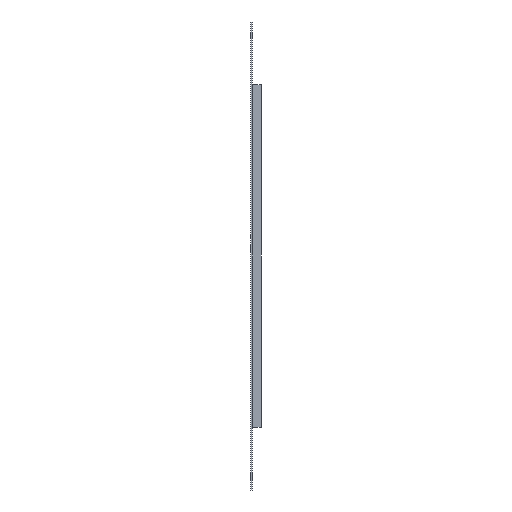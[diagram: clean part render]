
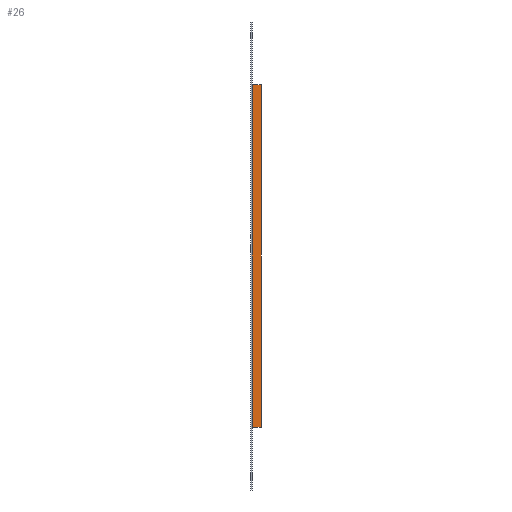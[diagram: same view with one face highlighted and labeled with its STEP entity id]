
A CAD part, front view. The second image highlights one B-rep face of the part: STEP entity #26.
In plain terms, the highlighted planar face has unit normal (0, -1, 0).
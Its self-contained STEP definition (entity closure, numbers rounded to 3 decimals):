
#26 = ADVANCED_FACE ( 'NONE', ( #1135 ), #1140, .F. ) ;
#94 = VERTEX_POINT ( 'NONE', #275 ) ;
#97 = VERTEX_POINT ( 'NONE', #273 ) ;
#152 = AXIS2_PLACEMENT_3D ( 'NONE', #949, #1123, #402 ) ;
#157 = VECTOR ( 'NONE', #561, 1000. ) ;
#204 = VERTEX_POINT ( 'NONE', #1189 ) ;
#266 = DIRECTION ( 'NONE',  ( -1., 0., 0. ) ) ;
#269 = CARTESIAN_POINT ( 'NONE',  ( 12., -937.5, 194. ) ) ;
#273 = CARTESIAN_POINT ( 'NONE',  ( 12., -937.5, -194. ) ) ;
#275 = CARTESIAN_POINT ( 'NONE',  ( 12., -937.5, 194. ) ) ;
#301 = VERTEX_POINT ( 'NONE', #1102 ) ;
#330 = LINE ( 'NONE', #391, #157 ) ;
#382 = VECTOR ( 'NONE', #399, 1000. ) ;
#391 = CARTESIAN_POINT ( 'NONE',  ( 12., -937.5, 194. ) ) ;
#399 = DIRECTION ( 'NONE',  ( 0., 0., -1. ) ) ;
#402 = DIRECTION ( 'NONE',  ( 0., 0., 1. ) ) ;
#409 = CARTESIAN_POINT ( 'NONE',  ( 2., -937.5, 194. ) ) ;
#455 = EDGE_CURVE ( 'NONE', #204, #301, #727, .T. ) ;
#523 = EDGE_CURVE ( 'NONE', #94, #204, #948, .T. ) ;
#558 = EDGE_CURVE ( 'NONE', #97, #301, #973, .T. ) ;
#561 = DIRECTION ( 'NONE',  ( 0., 0., -1. ) ) ;
#602 = CARTESIAN_POINT ( 'NONE',  ( 12., -937.5, -194. ) ) ;
#636 = DIRECTION ( 'NONE',  ( -1., 0., 0. ) ) ;
#642 = ORIENTED_EDGE ( 'NONE', *, *, #523, .T. ) ;
#659 = EDGE_CURVE ( 'NONE', #94, #97, #330, .T. ) ;
#727 = LINE ( 'NONE', #409, #382 ) ;
#765 = EDGE_LOOP ( 'NONE', ( #1092, #830, #1086, #642 ) ) ;
#830 = ORIENTED_EDGE ( 'NONE', *, *, #558, .F. ) ;
#948 = LINE ( 'NONE', #269, #982 ) ;
#949 = CARTESIAN_POINT ( 'NONE',  ( 12., -937.5, 194. ) ) ;
#973 = LINE ( 'NONE', #602, #1022 ) ;
#982 = VECTOR ( 'NONE', #266, 1000. ) ;
#1022 = VECTOR ( 'NONE', #636, 1000. ) ;
#1086 = ORIENTED_EDGE ( 'NONE', *, *, #659, .F. ) ;
#1092 = ORIENTED_EDGE ( 'NONE', *, *, #455, .T. ) ;
#1102 = CARTESIAN_POINT ( 'NONE',  ( 2., -937.5, -194. ) ) ;
#1123 = DIRECTION ( 'NONE',  ( 0., 1., 0. ) ) ;
#1135 = FACE_OUTER_BOUND ( 'NONE', #765, .T. ) ;
#1140 = PLANE ( 'NONE',  #152 ) ;
#1189 = CARTESIAN_POINT ( 'NONE',  ( 2., -937.5, 194. ) ) ;
